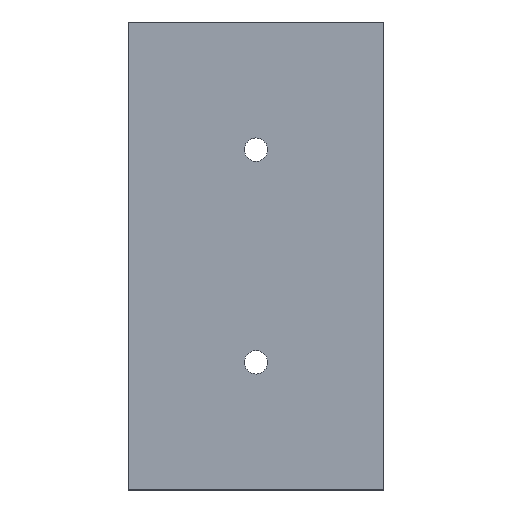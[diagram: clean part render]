
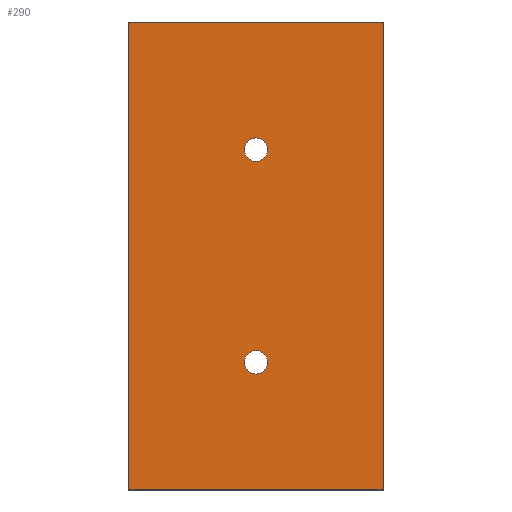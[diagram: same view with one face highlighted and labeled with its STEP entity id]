
A CAD part, top view. The second image highlights one B-rep face of the part: STEP entity #290.
In plain terms, the highlighted planar face has unit normal (0, 0, 1).
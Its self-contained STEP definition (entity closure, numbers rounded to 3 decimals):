
#8 = EDGE_CURVE ( 'NONE', #339, #268, #143, .T. ) ;
#19 = EDGE_CURVE ( 'NONE', #295, #176, #80, .T. ) ;
#24 = ORIENTED_EDGE ( 'NONE', *, *, #8, .F. ) ;
#35 = VERTEX_POINT ( 'NONE', #151 ) ;
#36 = CARTESIAN_POINT ( 'NONE',  ( 60., 110., 10. ) ) ;
#37 = ORIENTED_EDGE ( 'NONE', *, *, #226, .F. ) ;
#53 = CARTESIAN_POINT ( 'NONE',  ( -60., 110., 10. ) ) ;
#54 = EDGE_CURVE ( 'NONE', #419, #35, #316, .T. ) ;
#56 = ORIENTED_EDGE ( 'NONE', *, *, #83, .T. ) ;
#64 = ORIENTED_EDGE ( 'NONE', *, *, #303, .F. ) ;
#65 = DIRECTION ( 'NONE',  ( -1., 0., 0. ) ) ;
#66 = FACE_BOUND ( 'NONE', #336, .T. ) ;
#68 = CARTESIAN_POINT ( 'NONE',  ( 60., 110., 10. ) ) ;
#79 = DIRECTION ( 'NONE',  ( -1., 0., 0. ) ) ;
#80 = CIRCLE ( 'NONE', #237, 5.5 ) ;
#83 = EDGE_CURVE ( 'NONE', #383, #419, #334, .T. ) ;
#92 = DIRECTION ( 'NONE',  ( 0., 0., -1. ) ) ;
#95 = VECTOR ( 'NONE', #65, 1000. ) ;
#96 = VECTOR ( 'NONE', #281, 1000. ) ;
#104 = AXIS2_PLACEMENT_3D ( 'NONE', #133, #397, #449 ) ;
#105 = CIRCLE ( 'NONE', #104, 5.5 ) ;
#106 = ORIENTED_EDGE ( 'NONE', *, *, #54, .T. ) ;
#114 = CARTESIAN_POINT ( 'NONE',  ( 0., -50., 10. ) ) ;
#127 = CARTESIAN_POINT ( 'NONE',  ( 0., -50., 10. ) ) ;
#133 = CARTESIAN_POINT ( 'NONE',  ( 0., 50., 10. ) ) ;
#143 = CIRCLE ( 'NONE', #282, 5.5 ) ;
#151 = CARTESIAN_POINT ( 'NONE',  ( -60., 110., 10. ) ) ;
#158 = CARTESIAN_POINT ( 'NONE',  ( 60., -110., 10. ) ) ;
#167 = CARTESIAN_POINT ( 'NONE',  ( 5.5, 50., 10. ) ) ;
#168 = ORIENTED_EDGE ( 'NONE', *, *, #378, .T. ) ;
#169 = LINE ( 'NONE', #158, #366 ) ;
#171 = ORIENTED_EDGE ( 'NONE', *, *, #19, .F. ) ;
#176 = VERTEX_POINT ( 'NONE', #461 ) ;
#179 = LINE ( 'NONE', #53, #96 ) ;
#185 = DIRECTION ( 'NONE',  ( 0., 1., 0. ) ) ;
#186 = FACE_BOUND ( 'NONE', #323, .T. ) ;
#187 = AXIS2_PLACEMENT_3D ( 'NONE', #127, #352, #79 ) ;
#201 = CARTESIAN_POINT ( 'NONE',  ( 60., -110., 10. ) ) ;
#208 = DIRECTION ( 'NONE',  ( -1., 0., 0. ) ) ;
#209 = ORIENTED_EDGE ( 'NONE', *, *, #214, .T. ) ;
#214 = EDGE_CURVE ( 'NONE', #340, #383, #169, .T. ) ;
#219 = DIRECTION ( 'NONE',  ( 1., 0., 0. ) ) ;
#226 = EDGE_CURVE ( 'NONE', #176, #295, #403, .T. ) ;
#232 = DIRECTION ( 'NONE',  ( 1., 0., 0. ) ) ;
#237 = AXIS2_PLACEMENT_3D ( 'NONE', #114, #311, #310 ) ;
#239 = CARTESIAN_POINT ( 'NONE',  ( 60., 110., 10. ) ) ;
#244 = PLANE ( 'NONE',  #288 ) ;
#268 = VERTEX_POINT ( 'NONE', #326 ) ;
#281 = DIRECTION ( 'NONE',  ( 0., -1., 0. ) ) ;
#282 = AXIS2_PLACEMENT_3D ( 'NONE', #377, #299, #219 ) ;
#288 = AXIS2_PLACEMENT_3D ( 'NONE', #362, #92, #208 ) ;
#289 = CARTESIAN_POINT ( 'NONE',  ( -60., -110., 10. ) ) ;
#290 = ADVANCED_FACE ( 'NONE', ( #66, #186, #395 ), #244, .F. ) ;
#295 = VERTEX_POINT ( 'NONE', #472 ) ;
#299 = DIRECTION ( 'NONE',  ( 0., 0., 1. ) ) ;
#303 = EDGE_CURVE ( 'NONE', #268, #339, #105, .T. ) ;
#310 = DIRECTION ( 'NONE',  ( -1., 0., 0. ) ) ;
#311 = DIRECTION ( 'NONE',  ( 0., 0., 1. ) ) ;
#316 = LINE ( 'NONE', #68, #95 ) ;
#319 = VECTOR ( 'NONE', #185, 1000. ) ;
#323 = EDGE_LOOP ( 'NONE', ( #24, #64 ) ) ;
#326 = CARTESIAN_POINT ( 'NONE',  ( -5.5, 50., 10. ) ) ;
#334 = LINE ( 'NONE', #36, #319 ) ;
#336 = EDGE_LOOP ( 'NONE', ( #37, #171 ) ) ;
#339 = VERTEX_POINT ( 'NONE', #167 ) ;
#340 = VERTEX_POINT ( 'NONE', #289 ) ;
#352 = DIRECTION ( 'NONE',  ( 0., 0., 1. ) ) ;
#362 = CARTESIAN_POINT ( 'NONE',  ( 0., 0., 10. ) ) ;
#366 = VECTOR ( 'NONE', #232, 1000. ) ;
#377 = CARTESIAN_POINT ( 'NONE',  ( 0., 50., 10. ) ) ;
#378 = EDGE_CURVE ( 'NONE', #35, #340, #179, .T. ) ;
#383 = VERTEX_POINT ( 'NONE', #201 ) ;
#395 = FACE_OUTER_BOUND ( 'NONE', #434, .T. ) ;
#397 = DIRECTION ( 'NONE',  ( 0., 0., 1. ) ) ;
#403 = CIRCLE ( 'NONE', #187, 5.5 ) ;
#419 = VERTEX_POINT ( 'NONE', #239 ) ;
#434 = EDGE_LOOP ( 'NONE', ( #168, #209, #56, #106 ) ) ;
#449 = DIRECTION ( 'NONE',  ( 1., 0., 0. ) ) ;
#461 = CARTESIAN_POINT ( 'NONE',  ( 5.5, -50., 10. ) ) ;
#472 = CARTESIAN_POINT ( 'NONE',  ( -5.5, -50., 10. ) ) ;
